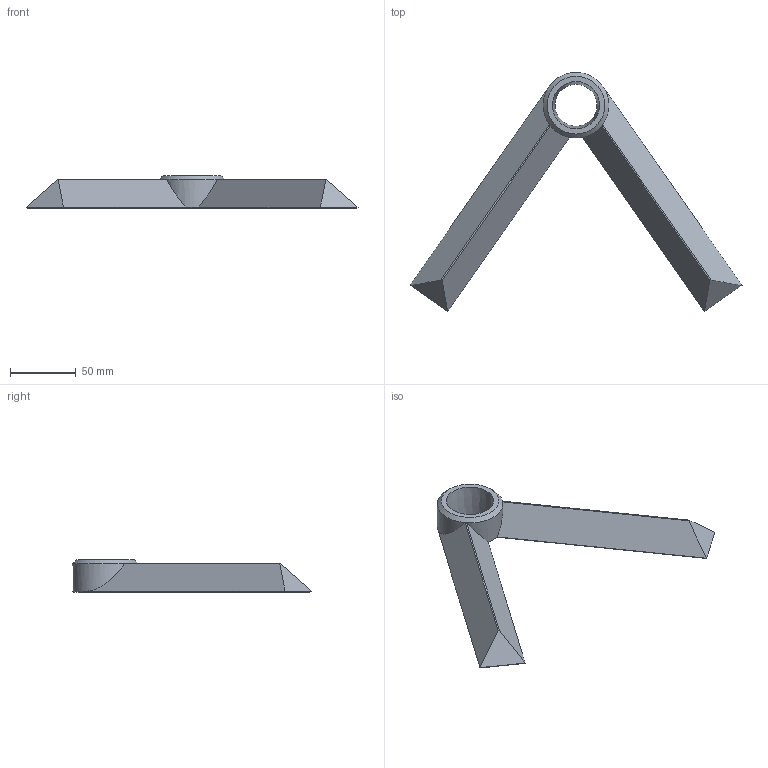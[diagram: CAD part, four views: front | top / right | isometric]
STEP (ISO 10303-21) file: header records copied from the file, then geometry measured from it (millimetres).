
FILE_DESCRIPTION(/* description */ (''),/* implementation_level */ '2;1');
FILE_NAME(/* name */ '1 - Base.step',/* time_stamp */ '2024-05-20T22:27:14+02:00',/* author */ (''),/* organization */ (''),/* preprocessor_version */ 'ST-DEVELOPER v20',/* originating_system */ 'Autodesk Translation Framework v12.20.1.177',/* authorisation */ '');
FILE_SCHEMA (('AUTOMOTIVE_DESIGN { 1 0 10303 214 3 1 1 }'));
Length unit declared in the file: millimetre
Products named in the file (2): stand vesa; Componente1
Assembly tree (1 placements, depth 2):
  stand vesa
    Componente1
Bounding box: 253.18 x 182.28 x 25 mm (x, y, z)
Volume: 155226.1 mm3; surface area: 37234.6 mm2
Topology: 1 solids, 1 shells, 23 faces, 50 edges, 29 vertices
Faces by surface type: plane 16, cone 5, cylinder 2
Entity records: 676 total; most frequent: DIRECTION 117, CARTESIAN_POINT 111, ORIENTED_EDGE 100, EDGE_CURVE 50, AXIS2_PLACEMENT_3D 43, LINE 31, VECTOR 31, VERTEX_POINT 29
